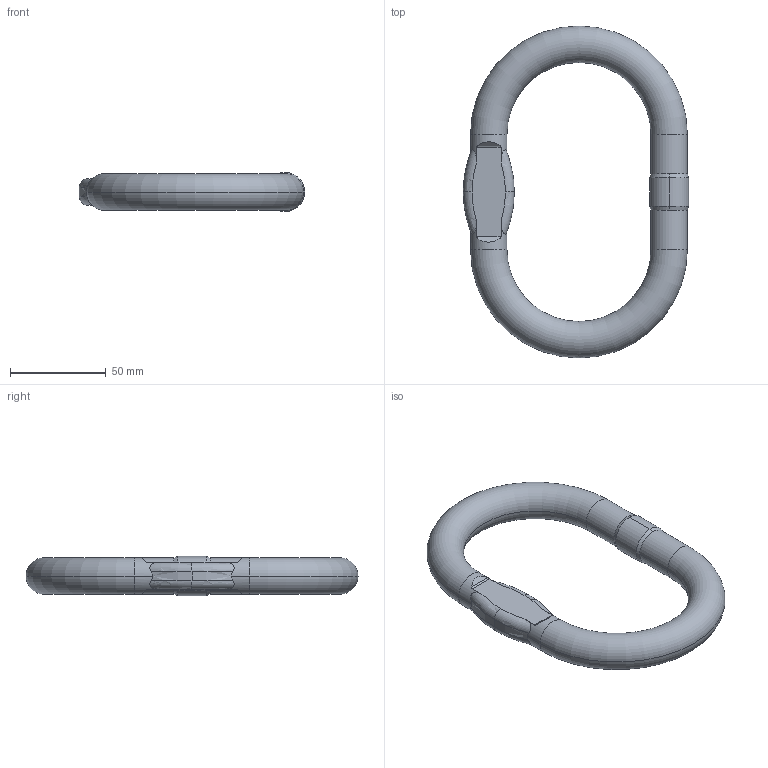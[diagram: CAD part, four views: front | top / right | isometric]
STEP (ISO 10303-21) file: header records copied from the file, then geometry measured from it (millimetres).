
FILE_DESCRIPTION(('STEP AP214'),'1');
FILE_NAME('awp_18.stp','2017-06-21T13:49:02',('TraceParts'),('TraceParts S.A.'),'Spatial InterOp 3D',' ',' ');
FILE_SCHEMA(('automotive_design'));
Length unit declared in the file: millimetre
Products named in the file (1): awp_18
Bounding box: 117.51 x 173 x 20.43 mm (x, y, z)
Volume: 119607.4 mm3; surface area: 25367 mm2
Topology: 1 solids, 1 shells, 162 faces, 428 edges, 280 vertices
Faces by surface type: plane 73, extrusion 50, cylinder 23, torus 12, cone 4
Entity records: 6937 total; most frequent: CARTESIAN_POINT 1973, ORIENTED_EDGE 856, DIRECTION 546, EDGE_CURVE 428, VERTEX_POINT 280, B_SPLINE_CURVE_WITH_KNOTS 266, VECTOR 204, EDGE_LOOP 176
